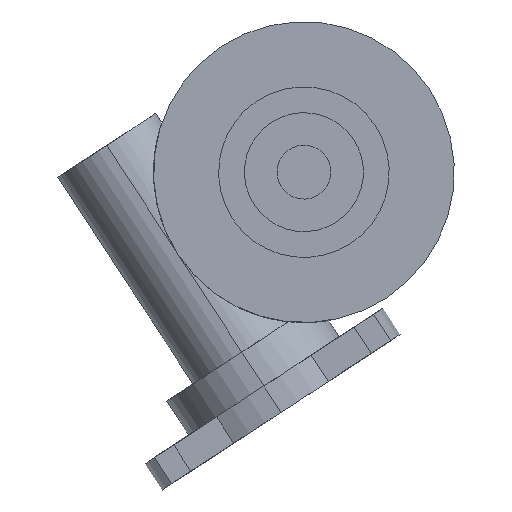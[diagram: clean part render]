
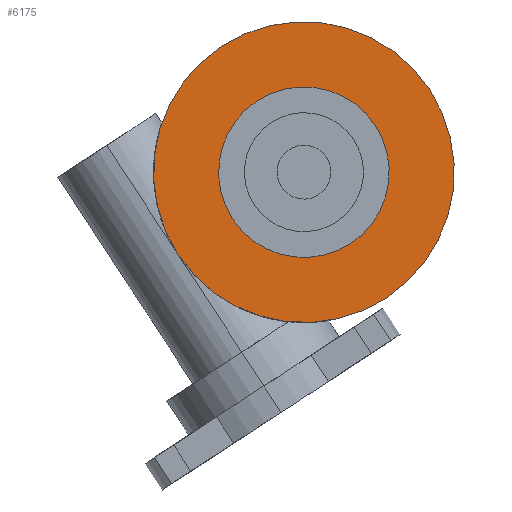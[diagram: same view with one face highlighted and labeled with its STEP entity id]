
A CAD part, front view. The second image highlights one B-rep face of the part: STEP entity #6175.
In plain terms, the highlighted face is planar.
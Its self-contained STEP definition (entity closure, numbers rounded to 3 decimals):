
#8 = CARTESIAN_POINT ( 'NONE',  ( 0., 0., 0. ) ) ;
#213 = DIRECTION ( 'NONE',  ( 0., 0., 1. ) ) ;
#565 = DIRECTION ( 'NONE',  ( 0., 0., 1. ) ) ;
#783 = CIRCLE ( 'NONE', #9418, 33.5 ) ;
#798 = CARTESIAN_POINT ( 'NONE',  ( 0., 0., 0. ) ) ;
#853 = CARTESIAN_POINT ( 'NONE',  ( -19., 0., 0. ) ) ;
#962 = CARTESIAN_POINT ( 'NONE',  ( 19., 0., 0. ) ) ;
#1260 = PLANE ( 'NONE',  #2152 ) ;
#1927 = VERTEX_POINT ( 'NONE', #6999 ) ;
#2069 = CARTESIAN_POINT ( 'NONE',  ( 0., 0., 0. ) ) ;
#2125 = FACE_BOUND ( 'NONE', #3049, .T. ) ;
#2152 = AXIS2_PLACEMENT_3D ( 'NONE', #2069, #565, #6371 ) ;
#2541 = CARTESIAN_POINT ( 'NONE',  ( 0., 0., 0. ) ) ;
#2569 = DIRECTION ( 'NONE',  ( 1., 0., 0. ) ) ;
#2702 = CIRCLE ( 'NONE', #3752, 19. ) ;
#2778 = EDGE_CURVE ( 'NONE', #4990, #8910, #2915, .T. ) ;
#2915 = CIRCLE ( 'NONE', #6070, 19. ) ;
#3049 = EDGE_LOOP ( 'NONE', ( #4501, #9332 ) ) ;
#3752 = AXIS2_PLACEMENT_3D ( 'NONE', #798, #8820, #4415 ) ;
#4415 = DIRECTION ( 'NONE',  ( 1., 0., 0. ) ) ;
#4501 = ORIENTED_EDGE ( 'NONE', *, *, #2778, .F. ) ;
#4990 = VERTEX_POINT ( 'NONE', #962 ) ;
#5039 = CIRCLE ( 'NONE', #8800, 33.5 ) ;
#5201 = ORIENTED_EDGE ( 'NONE', *, *, #6895, .F. ) ;
#5375 = VERTEX_POINT ( 'NONE', #8036 ) ;
#5421 = EDGE_CURVE ( 'NONE', #1927, #5375, #5039, .T. ) ;
#5744 = EDGE_CURVE ( 'NONE', #8910, #4990, #2702, .T. ) ;
#5902 = DIRECTION ( 'NONE',  ( 0., 0., 1. ) ) ;
#6070 = AXIS2_PLACEMENT_3D ( 'NONE', #7032, #9195, #2569 ) ;
#6105 = DIRECTION ( 'NONE',  ( 1., 0., 0. ) ) ;
#6175 = ADVANCED_FACE ( 'NONE', ( #8234, #2125 ), #1260, .F. ) ;
#6371 = DIRECTION ( 'NONE',  ( 1., 0., 0. ) ) ;
#6637 = DIRECTION ( 'NONE',  ( 1., 0., 0. ) ) ;
#6895 = EDGE_CURVE ( 'NONE', #5375, #1927, #783, .T. ) ;
#6999 = CARTESIAN_POINT ( 'NONE',  ( 33.5, 0., 0. ) ) ;
#7032 = CARTESIAN_POINT ( 'NONE',  ( 0., 0., 0. ) ) ;
#7683 = ORIENTED_EDGE ( 'NONE', *, *, #5421, .F. ) ;
#8036 = CARTESIAN_POINT ( 'NONE',  ( -33.5, 0., 0. ) ) ;
#8234 = FACE_OUTER_BOUND ( 'NONE', #8550, .T. ) ;
#8550 = EDGE_LOOP ( 'NONE', ( #5201, #7683 ) ) ;
#8800 = AXIS2_PLACEMENT_3D ( 'NONE', #8, #5902, #6637 ) ;
#8820 = DIRECTION ( 'NONE',  ( 0., 0., -1. ) ) ;
#8910 = VERTEX_POINT ( 'NONE', #853 ) ;
#9195 = DIRECTION ( 'NONE',  ( 0., 0., -1. ) ) ;
#9332 = ORIENTED_EDGE ( 'NONE', *, *, #5744, .F. ) ;
#9418 = AXIS2_PLACEMENT_3D ( 'NONE', #2541, #213, #6105 ) ;
